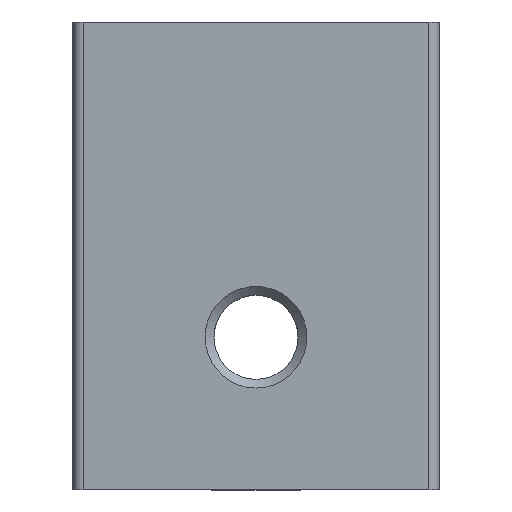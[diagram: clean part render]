
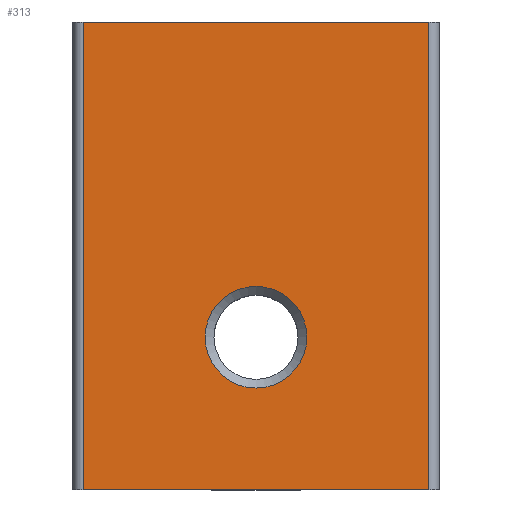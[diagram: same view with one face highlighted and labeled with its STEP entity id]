
A CAD part, top view. The second image highlights one B-rep face of the part: STEP entity #313.
In plain terms, the highlighted planar face has unit normal (0, 0, 1).
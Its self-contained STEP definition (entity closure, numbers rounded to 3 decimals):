
#15=FACE_BOUND('',#65,.T.);
#21=PLANE('',#370);
#47=FACE_OUTER_BOUND('',#64,.T.);
#64=EDGE_LOOP('',(#282,#283,#284,#285));
#65=EDGE_LOOP('',(#286,#287));
#71=LINE('',#522,#93);
#75=LINE('',#543,#97);
#79=LINE('',#562,#101);
#88=LINE('',#578,#110);
#93=VECTOR('',#404,1000.);
#97=VECTOR('',#422,1000.);
#101=VECTOR('',#440,1000.);
#110=VECTOR('',#463,1000.);
#113=CIRCLE('',#338,2.5);
#114=CIRCLE('',#339,2.5);
#134=VERTEX_POINT('',#474);
#135=VERTEX_POINT('',#475);
#145=VERTEX_POINT('',#520);
#146=VERTEX_POINT('',#521);
#155=VERTEX_POINT('',#541);
#156=VERTEX_POINT('',#542);
#165=EDGE_CURVE('',#134,#135,#113,.T.);
#166=EDGE_CURVE('',#135,#134,#114,.T.);
#178=EDGE_CURVE('',#145,#146,#71,.T.);
#188=EDGE_CURVE('',#155,#156,#75,.T.);
#198=EDGE_CURVE('',#145,#155,#79,.T.);
#207=EDGE_CURVE('',#146,#156,#88,.T.);
#282=ORIENTED_EDGE('',*,*,#188,.T.);
#283=ORIENTED_EDGE('',*,*,#207,.F.);
#284=ORIENTED_EDGE('',*,*,#178,.F.);
#285=ORIENTED_EDGE('',*,*,#198,.T.);
#286=ORIENTED_EDGE('',*,*,#165,.T.);
#287=ORIENTED_EDGE('',*,*,#166,.T.);
#313=ADVANCED_FACE('',(#47,#15),#21,.F.);
#338=AXIS2_PLACEMENT_3D('',#476,#378,#379);
#339=AXIS2_PLACEMENT_3D('',#477,#380,#381);
#370=AXIS2_PLACEMENT_3D('',#577,#461,#462);
#378=DIRECTION('center_axis',(0.,0.,-1.));
#379=DIRECTION('ref_axis',(1.,0.,0.));
#380=DIRECTION('center_axis',(0.,0.,-1.));
#381=DIRECTION('ref_axis',(1.,0.,0.));
#404=DIRECTION('',(1.,0.,0.));
#422=DIRECTION('',(1.,0.,0.));
#440=DIRECTION('',(0.,-1.,0.));
#461=DIRECTION('center_axis',(0.,0.,-1.));
#462=DIRECTION('ref_axis',(0.,-1.,0.));
#463=DIRECTION('',(0.,-1.,0.));
#474=CARTESIAN_POINT('',(2.5,0.,0.));
#475=CARTESIAN_POINT('',(-2.5,0.,0.));
#476=CARTESIAN_POINT('Origin',(0.,0.,0.));
#477=CARTESIAN_POINT('Origin',(0.,0.,0.));
#520=CARTESIAN_POINT('',(-8.5,15.5,0.));
#521=CARTESIAN_POINT('',(8.5,15.5,0.));
#522=CARTESIAN_POINT('',(-8.5,15.5,0.));
#541=CARTESIAN_POINT('',(-8.5,-7.5,0.));
#542=CARTESIAN_POINT('',(8.5,-7.5,0.));
#543=CARTESIAN_POINT('',(-8.5,-7.5,0.));
#562=CARTESIAN_POINT('',(-8.5,15.5,0.));
#577=CARTESIAN_POINT('Origin',(-8.5,15.5,0.));
#578=CARTESIAN_POINT('',(8.5,15.5,0.));
